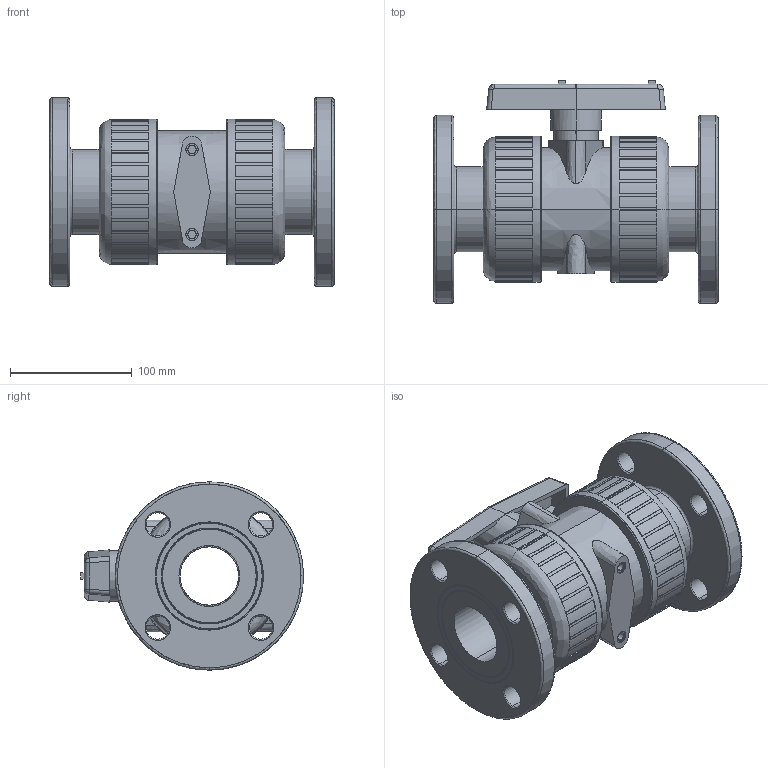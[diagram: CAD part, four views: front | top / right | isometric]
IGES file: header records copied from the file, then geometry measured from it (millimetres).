
Start section: SolidWorks IGES file using analytic representation for surfaces
Global section: file name: VP606_50A.IGS; native system: SolidWorks 2017; preprocessor: SolidWorks 2017; author: D1712-001!; date: 241008.113316; units: millimetre
Bounding box: 234 x 183.5 x 155 mm (x, y, z)
Surface area: 231985.1 mm2 (no closed solid volume)
Topology: 0 solids, 0 shells, 529 faces, 6058 edges, 6058 vertices
Faces by surface type: bspline 341, revolution 188
